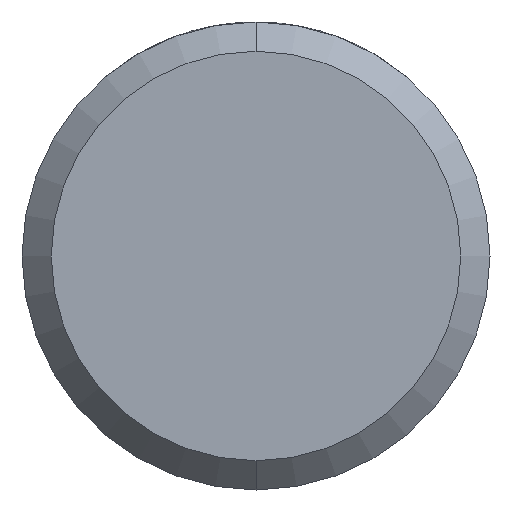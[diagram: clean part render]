
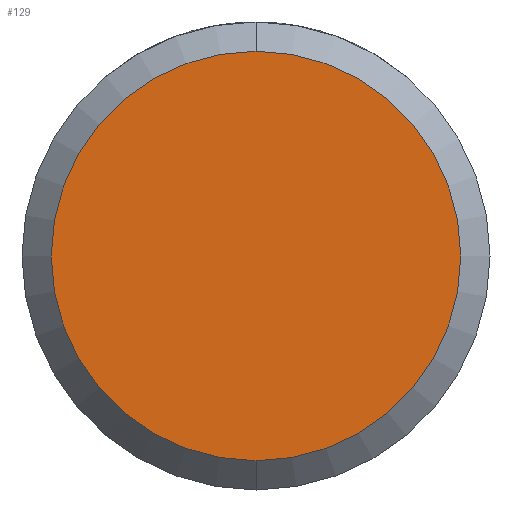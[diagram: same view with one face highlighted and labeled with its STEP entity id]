
A CAD part, front view. The second image highlights one B-rep face of the part: STEP entity #129.
In plain terms, the highlighted planar face has unit normal (0, -1, 0).
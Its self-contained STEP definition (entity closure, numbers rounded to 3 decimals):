
#25 = CIRCLE ( 'NONE', #664, 7. ) ;
#74 = DIRECTION ( 'NONE',  ( 0., 1., 0. ) ) ;
#93 = CARTESIAN_POINT ( 'NONE',  ( 0., 0., 0. ) ) ;
#129 = ADVANCED_FACE ( 'NONE', ( #206 ), #390, .F. ) ;
#182 = DIRECTION ( 'NONE',  ( 0., 0., 1. ) ) ;
#206 = FACE_OUTER_BOUND ( 'NONE', #420, .T. ) ;
#210 = DIRECTION ( 'NONE',  ( 0., -1., 0. ) ) ;
#283 = CIRCLE ( 'NONE', #470, 7. ) ;
#298 = EDGE_CURVE ( 'NONE', #591, #617, #283, .T. ) ;
#345 = CARTESIAN_POINT ( 'NONE',  ( 0., 0., 0. ) ) ;
#371 = AXIS2_PLACEMENT_3D ( 'NONE', #345, #74, #182 ) ;
#390 = PLANE ( 'NONE',  #371 ) ;
#403 = ORIENTED_EDGE ( 'NONE', *, *, #298, .T. ) ;
#420 = EDGE_LOOP ( 'NONE', ( #403, #426 ) ) ;
#426 = ORIENTED_EDGE ( 'NONE', *, *, #449, .T. ) ;
#449 = EDGE_CURVE ( 'NONE', #617, #591, #25, .T. ) ;
#455 = DIRECTION ( 'NONE',  ( 0., -1., 0. ) ) ;
#470 = AXIS2_PLACEMENT_3D ( 'NONE', #93, #455, #509 ) ;
#483 = CARTESIAN_POINT ( 'NONE',  ( 0., 0., -7. ) ) ;
#509 = DIRECTION ( 'NONE',  ( 0., 0., -1. ) ) ;
#514 = DIRECTION ( 'NONE',  ( 0., 0., -1. ) ) ;
#566 = CARTESIAN_POINT ( 'NONE',  ( 0., 0., 0. ) ) ;
#581 = CARTESIAN_POINT ( 'NONE',  ( 0., 0., 7. ) ) ;
#591 = VERTEX_POINT ( 'NONE', #581 ) ;
#617 = VERTEX_POINT ( 'NONE', #483 ) ;
#664 = AXIS2_PLACEMENT_3D ( 'NONE', #566, #210, #514 ) ;
